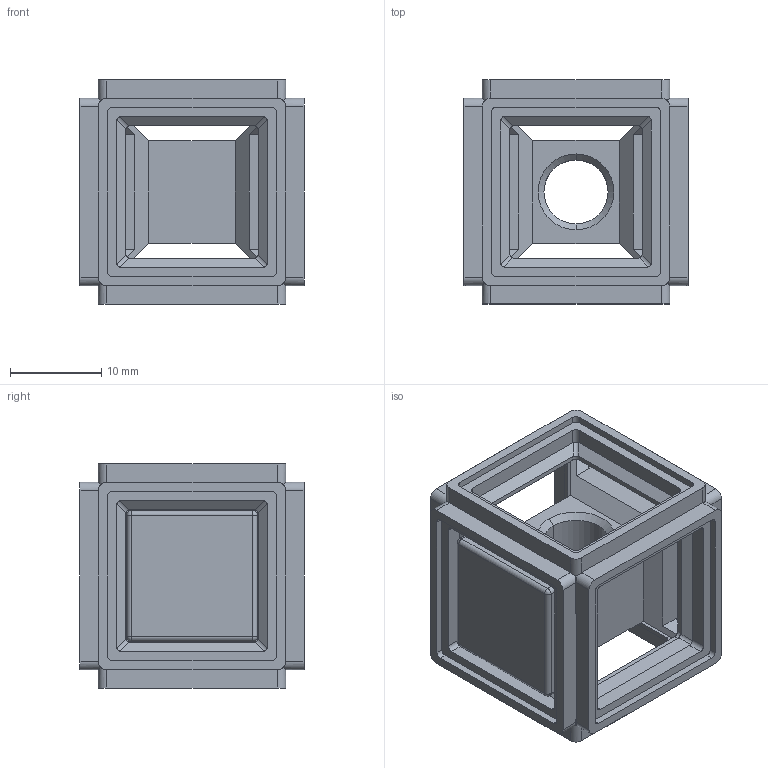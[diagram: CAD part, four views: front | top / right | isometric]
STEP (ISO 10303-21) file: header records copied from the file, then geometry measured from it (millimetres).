
FILE_DESCRIPTION (( 'STEP AP214' ), '1' );
FILE_NAME ('750-0999-135 Rev1.STEP', '2022-10-26T23:50:26', ( '' ), ( '' ), 'SwSTEP 2.0', 'SolidWorks 2021', '' );
FILE_SCHEMA (( 'AUTOMOTIVE_DESIGN' ));
Length unit declared in the file: millimetre
Products named in the file (1): 750-0999-135 Rev1
Bounding box: 24.5 x 24.5 x 24.5 mm (x, y, z)
Volume: 6059 mm3; surface area: 6451.5 mm2
Topology: 3 solids, 3 shells, 406 faces, 1106 edges, 704 vertices
Faces by surface type: plane 256, cylinder 138, sphere 8, cone 4
Entity records: 13622 total; most frequent: CARTESIAN_POINT 2749, ORIENTED_EDGE 2196, DIRECTION 1892, EDGE_CURVE 1098, VECTOR 758, LINE 758, VERTEX_POINT 704, AXIS2_PLACEMENT_3D 567
